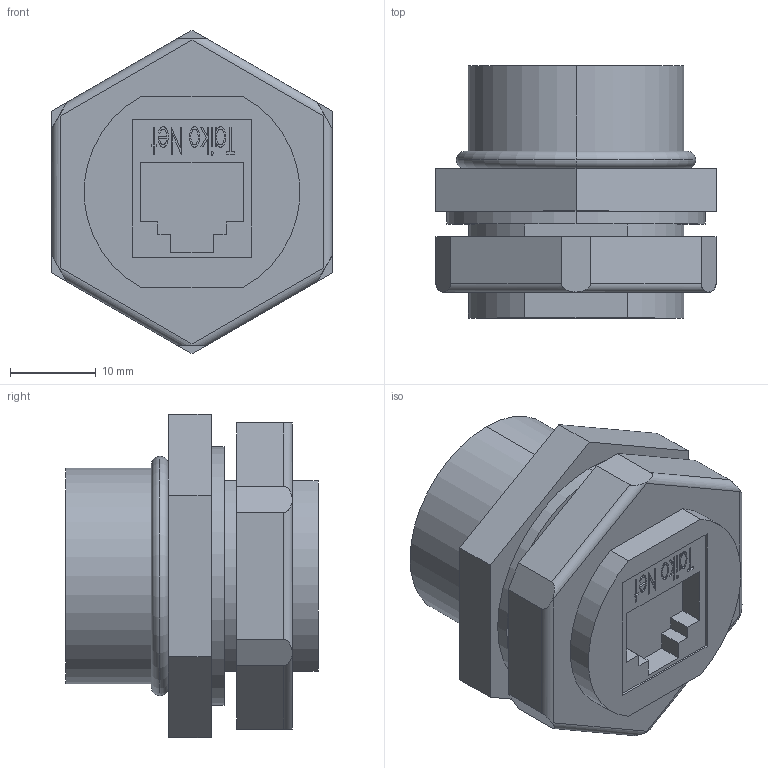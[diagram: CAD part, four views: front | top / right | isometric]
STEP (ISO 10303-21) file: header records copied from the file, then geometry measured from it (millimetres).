
FILE_DESCRIPTION (( 'STEP AP214' ), '1' );
FILE_NAME ('RJ45 Adaptor.STEP', '2024-01-14T17:27:41', ( '' ), ( '' ), 'SwSTEP 2.0', 'SolidWorks 2023', '' );
FILE_SCHEMA (( 'AUTOMOTIVE_DESIGN' ));
Length unit declared in the file: millimetre
Products named in the file (1): RJ45 Adaptor
Bounding box: 32.75 x 29.5 x 37.82 mm (x, y, z)
Volume: 17502.7 mm3; surface area: 6631.2 mm2
Topology: 1 solids, 1 shells, 285 faces, 742 edges, 494 vertices
Faces by surface type: plane 201, bspline 66, cylinder 14, torus 4
Entity records: 11665 total; most frequent: CARTESIAN_POINT 5114, ORIENTED_EDGE 1484, DIRECTION 1058, EDGE_CURVE 742, VECTOR 566, LINE 566, VERTEX_POINT 494, EDGE_LOOP 320
